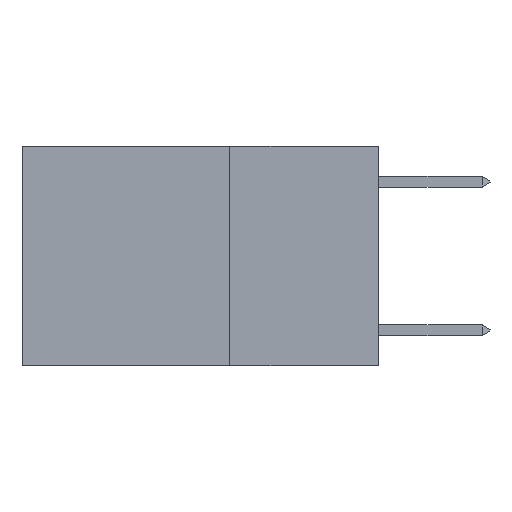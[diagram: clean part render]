
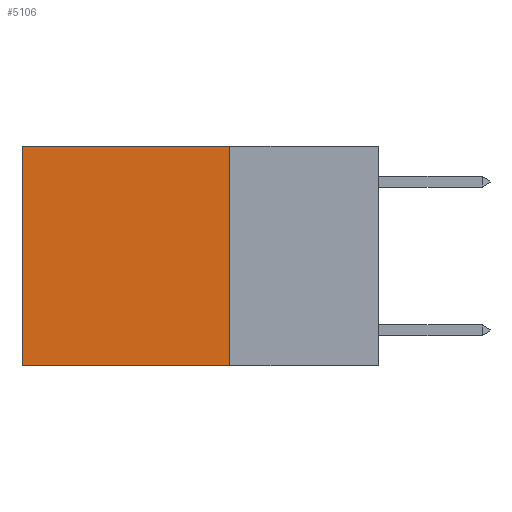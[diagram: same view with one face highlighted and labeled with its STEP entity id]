
A CAD part, left-side view. The second image highlights one B-rep face of the part: STEP entity #5106.
In plain terms, the highlighted planar face has unit normal (-1, 0, 0).
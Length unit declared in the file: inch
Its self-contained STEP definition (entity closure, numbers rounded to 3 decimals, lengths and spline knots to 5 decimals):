
#227 = DIRECTION ( 'NONE',  ( 1., 0., 0. ) ) ;
#2857 = EDGE_CURVE ( 'NONE', #13171, #23802, #12630, .T. ) ;
#5106 = ADVANCED_FACE ( 'NONE', ( #10015 ), #29833, .F. ) ;
#6019 = EDGE_LOOP ( 'NONE', ( #15375, #23219, #28029, #24100 ) ) ;
#6198 = AXIS2_PLACEMENT_3D ( 'NONE', #12721, #227, #15132 ) ;
#6242 = VERTEX_POINT ( 'NONE', #13878 ) ;
#7322 = CARTESIAN_POINT ( 'NONE',  ( 0.2625, 0.25, 0. ) ) ;
#7531 = CARTESIAN_POINT ( 'NONE',  ( 0.2625, 0.25, 0. ) ) ;
#8126 = VECTOR ( 'NONE', #25273, 39.37008 ) ;
#8493 = CARTESIAN_POINT ( 'NONE',  ( 0.2625, 0.6, 0. ) ) ;
#8547 = CARTESIAN_POINT ( 'NONE',  ( 0.2625, 0.25, -0.37 ) ) ;
#10015 = FACE_OUTER_BOUND ( 'NONE', #6019, .T. ) ;
#11740 = VECTOR ( 'NONE', #30097, 39.37008 ) ;
#12630 = LINE ( 'NONE', #20478, #8126 ) ;
#12721 = CARTESIAN_POINT ( 'NONE',  ( 0.2625, 0.25, 0. ) ) ;
#13171 = VERTEX_POINT ( 'NONE', #7531 ) ;
#13878 = CARTESIAN_POINT ( 'NONE',  ( 0.2625, 0.6, 0. ) ) ;
#15132 = DIRECTION ( 'NONE',  ( 0., 0., -1. ) ) ;
#15171 = DIRECTION ( 'NONE',  ( 0., 1., 0. ) ) ;
#15375 = ORIENTED_EDGE ( 'NONE', *, *, #25269, .T. ) ;
#17559 = EDGE_CURVE ( 'NONE', #23802, #28485, #30467, .T. ) ;
#18245 = LINE ( 'NONE', #7322, #28846 ) ;
#20478 = CARTESIAN_POINT ( 'NONE',  ( 0.2625, 0.25, 0. ) ) ;
#22386 = CARTESIAN_POINT ( 'NONE',  ( 0.2625, 0.25, -0.37 ) ) ;
#22421 = CARTESIAN_POINT ( 'NONE',  ( 0.2625, 0.6, -0.37 ) ) ;
#23219 = ORIENTED_EDGE ( 'NONE', *, *, #17559, .F. ) ;
#23285 = DIRECTION ( 'NONE',  ( 0., 1., 0. ) ) ;
#23802 = VERTEX_POINT ( 'NONE', #22386 ) ;
#24025 = VECTOR ( 'NONE', #23285, 39.37008 ) ;
#24100 = ORIENTED_EDGE ( 'NONE', *, *, #31018, .T. ) ;
#25269 = EDGE_CURVE ( 'NONE', #6242, #28485, #25468, .T. ) ;
#25273 = DIRECTION ( 'NONE',  ( 0., 0., -1. ) ) ;
#25468 = LINE ( 'NONE', #8493, #11740 ) ;
#28029 = ORIENTED_EDGE ( 'NONE', *, *, #2857, .F. ) ;
#28485 = VERTEX_POINT ( 'NONE', #22421 ) ;
#28846 = VECTOR ( 'NONE', #15171, 39.37008 ) ;
#29833 = PLANE ( 'NONE',  #6198 ) ;
#30097 = DIRECTION ( 'NONE',  ( 0., 0., -1. ) ) ;
#30467 = LINE ( 'NONE', #8547, #24025 ) ;
#31018 = EDGE_CURVE ( 'NONE', #13171, #6242, #18245, .T. ) ;
